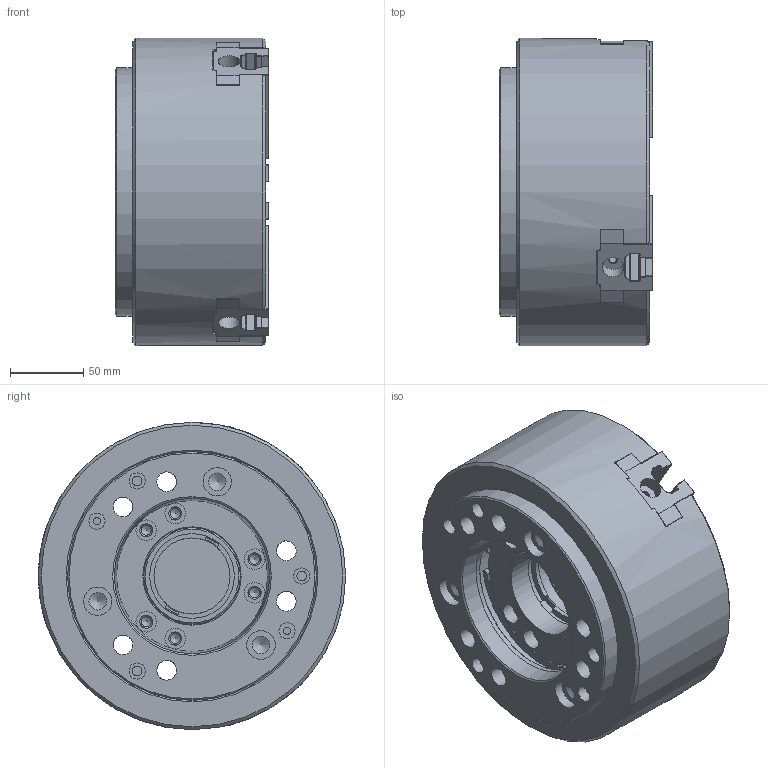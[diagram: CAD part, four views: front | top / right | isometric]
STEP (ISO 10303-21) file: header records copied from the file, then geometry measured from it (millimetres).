
FILE_DESCRIPTION(/* description */ ('Unknown'),/* implementation_level */ '2;1');
FILE_NAME(/* name */ 'B208A06 solid',/* time_stamp */ '2018-03-08T16:20:48+00:00',/* author */ ('Unknown'),/* organization */ ('Unknown'),/* preprocessor_version */ 'ST-DEVELOPER v16.7',/* originating_system */ 'DEX',/* authorisation */ $);
FILE_SCHEMA (('AUTOMOTIVE_DESIGN {1 0 10303 214 3 1 1}'));
Length unit declared in the file: millimetre
Products named in the file (1): B208A06
Bounding box: 105 x 210 x 210 mm (x, y, z)
Volume: 2679641.9 mm3; surface area: 292825.2 mm2
Topology: 1 solids, 10 shells, 1216 faces, 3300 edges, 2057 vertices
Faces by surface type: plane 862, cylinder 197, cone 130, torus 15, bspline 12
Full cylindrical faces by diameter (mm): 3 x6, 4 x4, 4.2 x3, 4.917 x2, 5 x3, 5.5 x3, 6.6 x3, 6.8 x6, 9 x6, 10 x3, 11 x5, 13.5 x12, 14 x6, 15 x3, 19.46 x3, 20 x6, 24 x3, 52 x1, 56 x2, 57.835 x1, 61 x1, 64.8 x1, 65 x1, 66 x2, 72 x1, 103.2 x1, 117.5 x1, 170 x2, 210 x1
Entity records: 37157 total; most frequent: CARTESIAN_POINT 7188, DIRECTION 6172, ORIENTED_EDGE 6154, EDGE_CURVE 3077, LINE 2098, VECTOR 2098, AXIS2_PLACEMENT_3D 2037, VERTEX_POINT 1984
